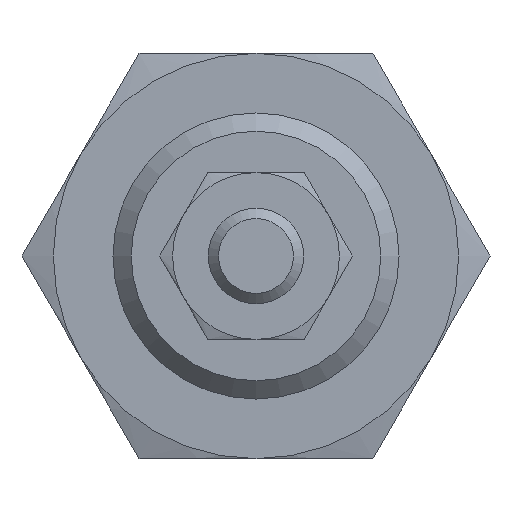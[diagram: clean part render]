
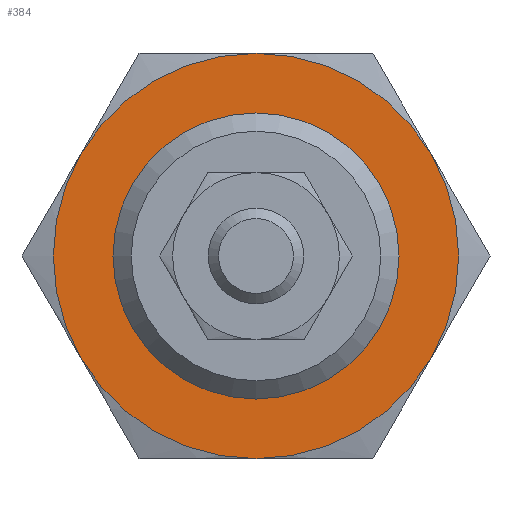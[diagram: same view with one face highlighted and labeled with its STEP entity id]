
A CAD part, left-side view. The second image highlights one B-rep face of the part: STEP entity #384.
In plain terms, the highlighted planar face has unit normal (-1, 0, 0).
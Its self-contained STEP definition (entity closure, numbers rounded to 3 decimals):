
#384 = ADVANCED_FACE( '', ( #748, #749 ), #750, .F. );
#748 = FACE_OUTER_BOUND( '', #1132, .T. );
#749 = FACE_BOUND( '', #1133, .T. );
#750 = PLANE( '', #1134 );
#1132 = EDGE_LOOP( '', ( #1796, #1797, #1798, #1799, #1800, #1801 ) );
#1133 = EDGE_LOOP( '', ( #1802 ) );
#1134 = AXIS2_PLACEMENT_3D( '', #1803, #1804, #1805 );
#1796 = ORIENTED_EDGE( '', *, *, #2350, .F. );
#1797 = ORIENTED_EDGE( '', *, *, #2203, .F. );
#1798 = ORIENTED_EDGE( '', *, *, #2328, .F. );
#1799 = ORIENTED_EDGE( '', *, *, #2374, .F. );
#1800 = ORIENTED_EDGE( '', *, *, #2193, .F. );
#1801 = ORIENTED_EDGE( '', *, *, #2398, .F. );
#1802 = ORIENTED_EDGE( '', *, *, #2382, .T. );
#1803 = CARTESIAN_POINT( '', ( 0., 0., 0. ) );
#1804 = DIRECTION( '', ( 1., 0., 0. ) );
#1805 = DIRECTION( '', ( 0., 0., -1. ) );
#2193 = EDGE_CURVE( '', #2486, #2547, #2549, .T. );
#2203 = EDGE_CURVE( '', #2528, #2563, #2564, .T. );
#2328 = EDGE_CURVE( '', #2765, #2528, #2766, .T. );
#2350 = EDGE_CURVE( '', #2563, #2543, #2795, .T. );
#2374 = EDGE_CURVE( '', #2547, #2765, #2826, .T. );
#2382 = EDGE_CURVE( '', #2836, #2836, #2837, .T. );
#2398 = EDGE_CURVE( '', #2543, #2486, #2858, .T. );
#2486 = VERTEX_POINT( '', #2966 );
#2528 = VERTEX_POINT( '', #3035 );
#2543 = VERTEX_POINT( '', #3066 );
#2547 = VERTEX_POINT( '', #3076 );
#2549 = CIRCLE( '', #3081, 8.5 );
#2563 = VERTEX_POINT( '', #3098 );
#2564 = CIRCLE( '', #3099, 8.5 );
#2765 = VERTEX_POINT( '', #3383 );
#2766 = CIRCLE( '', #3384, 8.5 );
#2795 = CIRCLE( '', #3426, 8.5 );
#2826 = CIRCLE( '', #3485, 8.5 );
#2836 = VERTEX_POINT( '', #3505 );
#2837 = CIRCLE( '', #3506, 6. );
#2858 = CIRCLE( '', #3545, 8.5 );
#2966 = CARTESIAN_POINT( '', ( 0., 0., 8.5 ) );
#3035 = CARTESIAN_POINT( '', ( 0., 0., -8.5 ) );
#3066 = CARTESIAN_POINT( '', ( 0., 7.361, 4.25 ) );
#3076 = CARTESIAN_POINT( '', ( 0., -7.361, 4.25 ) );
#3081 = AXIS2_PLACEMENT_3D( '', #3698, #3699, #3700 );
#3098 = CARTESIAN_POINT( '', ( 0., 7.361, -4.25 ) );
#3099 = AXIS2_PLACEMENT_3D( '', #3713, #3714, #3715 );
#3383 = CARTESIAN_POINT( '', ( 0., -7.361, -4.25 ) );
#3384 = AXIS2_PLACEMENT_3D( '', #3883, #3884, #3885 );
#3426 = AXIS2_PLACEMENT_3D( '', #3914, #3915, #3916 );
#3485 = AXIS2_PLACEMENT_3D( '', #3927, #3928, #3929 );
#3505 = CARTESIAN_POINT( '', ( 0., 0., -6. ) );
#3506 = AXIS2_PLACEMENT_3D( '', #3934, #3935, #3936 );
#3545 = AXIS2_PLACEMENT_3D( '', #3943, #3944, #3945 );
#3698 = CARTESIAN_POINT( '', ( 0., 0., 0. ) );
#3699 = DIRECTION( '', ( 1., 0., 0. ) );
#3700 = DIRECTION( '', ( 0., 0., -1. ) );
#3713 = CARTESIAN_POINT( '', ( 0., 0., 0. ) );
#3714 = DIRECTION( '', ( 1., 0., 0. ) );
#3715 = DIRECTION( '', ( 0., 0., -1. ) );
#3883 = CARTESIAN_POINT( '', ( 0., 0., 0. ) );
#3884 = DIRECTION( '', ( 1., 0., 0. ) );
#3885 = DIRECTION( '', ( 0., 0., -1. ) );
#3914 = CARTESIAN_POINT( '', ( 0., 0., 0. ) );
#3915 = DIRECTION( '', ( 1., 0., 0. ) );
#3916 = DIRECTION( '', ( 0., 0., -1. ) );
#3927 = CARTESIAN_POINT( '', ( 0., 0., 0. ) );
#3928 = DIRECTION( '', ( 1., 0., 0. ) );
#3929 = DIRECTION( '', ( 0., 0., -1. ) );
#3934 = CARTESIAN_POINT( '', ( 0., 0., 0. ) );
#3935 = DIRECTION( '', ( 1., 0., 0. ) );
#3936 = DIRECTION( '', ( 0., 0., -1. ) );
#3943 = CARTESIAN_POINT( '', ( 0., 0., 0. ) );
#3944 = DIRECTION( '', ( 1., 0., 0. ) );
#3945 = DIRECTION( '', ( 0., 0., -1. ) );
